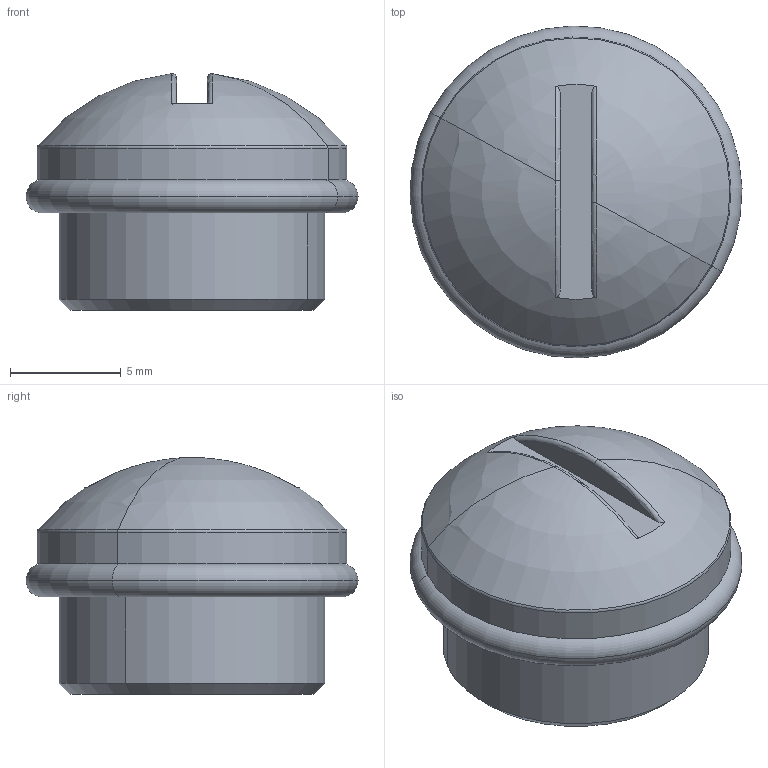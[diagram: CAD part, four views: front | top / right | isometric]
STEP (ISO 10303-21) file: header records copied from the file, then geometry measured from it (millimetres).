
FILE_DESCRIPTION(('CATIA V5 STEP Exchange','CAx-IF Rec.Pracs.--- Model Styling and Organization---1.4--- 2014-01-23'),'2;1');
FILE_NAME ('021958-1_0', '2022-03-18T08:13:51+00:00', ('none'), ('Weidmueller'), 'CATIA Version 5-6 Release 2016 SP3 HF44', 'CATIA V5 STEP AP214', 'none');
FILE_SCHEMA(('AUTOMOTIVE_DESIGN { 1 0 10303 214 1 1 1 1 }'));
Length unit declared in the file: millimetre
Products named in the file (1): 1794850000
Bounding box: 15 x 15 x 10.7 mm (x, y, z)
Volume: 662 mm3; surface area: 1094.1 mm2
Topology: 2 solids, 2 shells, 33 faces, 74 edges, 46 vertices
Faces by surface type: torus 12, cylinder 10, plane 7, sphere 2, cone 2
Entity records: 984 total; most frequent: CARTESIAN_POINT 282, ORIENTED_EDGE 148, DIRECTION 108, EDGE_CURVE 74, AXIS2_PLACEMENT_3D 72, CIRCLE 48, VERTEX_POINT 46, EDGE_LOOP 36
